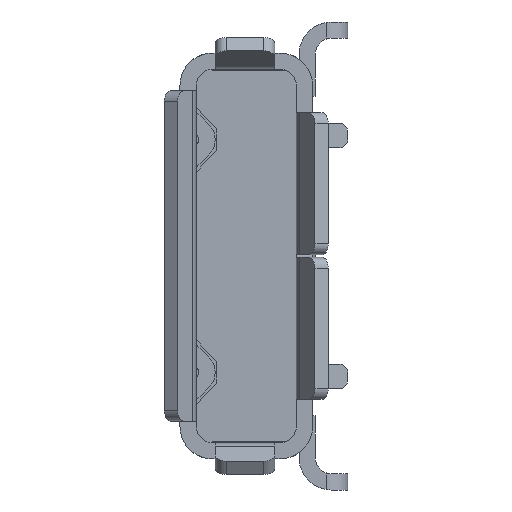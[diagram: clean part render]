
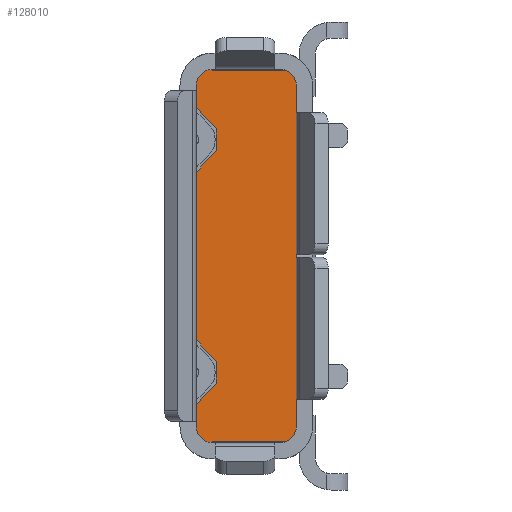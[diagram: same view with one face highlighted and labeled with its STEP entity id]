
A CAD part, left-side view. The second image highlights one B-rep face of the part: STEP entity #128010.
In plain terms, the highlighted planar face has unit normal (-1, 0, 0).
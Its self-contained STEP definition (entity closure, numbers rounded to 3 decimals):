
#47940=CARTESIAN_POINT('',(2.7,0.26,2.75));
#47950=DIRECTION('',(0.,-0.679,-0.734));
#47960=VECTOR('',#47950,1.);
#47970=LINE('',#47940,#47960);
#47980=CARTESIAN_POINT('',(2.7,0.26,2.75));
#47990=VERTEX_POINT('',#47980);
#48000=CARTESIAN_POINT('',(2.7,-0.11,2.35));
#48010=VERTEX_POINT('',#48000);
#48020=EDGE_CURVE('',#47990,#48010,#47970,.T.);
#48250=CARTESIAN_POINT('',(2.7,-0.11,2.35));
#48260=DIRECTION('',(0.,0.,-1.));
#48270=VECTOR('',#48260,1.);
#48280=LINE('',#48250,#48270);
#48290=CARTESIAN_POINT('',(2.7,-0.11,1.95));
#48300=VERTEX_POINT('',#48290);
#48310=EDGE_CURVE('',#48010,#48300,#48280,.T.);
#48490=CARTESIAN_POINT('',(2.7,-0.11,1.95));
#48500=DIRECTION('',(0.,0.679,-0.734));
#48510=VECTOR('',#48500,1.);
#48520=LINE('',#48490,#48510);
#48530=CARTESIAN_POINT('',(2.7,0.26,1.55));
#48540=VERTEX_POINT('',#48530);
#48550=EDGE_CURVE('',#48300,#48540,#48520,.T.);
#51990=CARTESIAN_POINT('',(2.7,-0.11,-1.95));
#52000=VERTEX_POINT('',#51990);
#52080=CARTESIAN_POINT('',(2.7,0.26,-1.55));
#52090=VERTEX_POINT('',#52080);
#52120=CARTESIAN_POINT('',(2.7,0.26,-1.55));
#52130=DIRECTION('',(0.,-0.679,-0.734));
#52140=VECTOR('',#52130,1.);
#52150=LINE('',#52120,#52140);
#52160=EDGE_CURVE('',#52090,#52000,#52150,.T.);
#52300=CARTESIAN_POINT('',(2.7,-0.11,-2.35));
#52310=VERTEX_POINT('',#52300);
#52360=CARTESIAN_POINT('',(2.7,-0.11,-1.95));
#52370=DIRECTION('',(0.,0.,-1.));
#52380=VECTOR('',#52370,1.);
#52390=LINE('',#52360,#52380);
#52400=EDGE_CURVE('',#52000,#52310,#52390,.T.);
#52540=CARTESIAN_POINT('',(2.7,0.26,-2.75));
#52550=VERTEX_POINT('',#52540);
#52600=CARTESIAN_POINT('',(2.7,-0.11,-2.35));
#52610=DIRECTION('',(0.,0.679,-0.734));
#52620=VECTOR('',#52610,1.);
#52630=LINE('',#52600,#52620);
#52640=EDGE_CURVE('',#52310,#52550,#52630,.T.);
#58520=CARTESIAN_POINT('',(2.7,-0.04,
-3.451));
#58530=VERTEX_POINT('',#58520);
#58690=CARTESIAN_POINT('',(2.7,0.26,-3.151));
#58700=VERTEX_POINT('',#58690);
#58730=CARTESIAN_POINT('',(2.7,-0.04,
-3.151));
#58740=DIRECTION('',(1.,0.,0.));
#58750=DIRECTION('',(0.,0.,-1.));
#58760=AXIS2_PLACEMENT_3D('',#58730,#58740,#58750);
#58770=CIRCLE('',#58760,0.3);
#58780=EDGE_CURVE('',#58530,#58700,#58770,.T.);
#81320=CARTESIAN_POINT('',(2.7,-1.412,
-3.425));
#81330=VERTEX_POINT('',#81320);
#109800=CARTESIAN_POINT('',(2.7,-1.59,3.151));
#109810=VERTEX_POINT('',#109800);
#109840=CARTESIAN_POINT('',(2.7,-1.29,
3.151));
#109850=DIRECTION('',(-1.,0.,
0.));
#109860=DIRECTION('',(0.,0.,1.));
#109870=AXIS2_PLACEMENT_3D('',#109840,#109850,#109860);
#109880=CIRCLE('',#109870,0.3);
#109890=CARTESIAN_POINT('',(2.7,-1.412,
3.425));
#109900=VERTEX_POINT('',#109890);
#109910=EDGE_CURVE('',#109810,#109900,#109880,.T.);
#110470=CARTESIAN_POINT('',(2.7,-0.04,3.425));
#110480=DIRECTION('',(0.,-1.,0.));
#110490=VECTOR('',#110480,1.);
#110500=LINE('',#110470,#110490);
#110510=CARTESIAN_POINT('',(2.7,-0.04,3.425));
#110520=VERTEX_POINT('',#110510);
#110530=EDGE_CURVE('',#110520,#109900,#110500,.T.);
#110780=CARTESIAN_POINT('',(2.7,-0.04,3.425));
#110790=DIRECTION('',(0.,0.,1.));
#110800=VECTOR('',#110790,1.);
#110810=LINE('',#110780,#110800);
#110820=CARTESIAN_POINT('',(2.7,-0.04,
3.451));
#110830=VERTEX_POINT('',#110820);
#110840=EDGE_CURVE('',#110520,#110830,#110810,.T.);
#111570=CARTESIAN_POINT('',(2.7,-0.04,
3.151));
#111580=DIRECTION('',(-1.,0.,0.));
#111590=DIRECTION('',(0.,0.,1.));
#111600=AXIS2_PLACEMENT_3D('',#111570,#111580,#111590);
#111610=CIRCLE('',#111600,0.3);
#111620=CARTESIAN_POINT('',(2.7,0.26,3.151));
#111630=VERTEX_POINT('',#111620);
#111640=EDGE_CURVE('',#110830,#111630,#111610,.T.);
#111910=CARTESIAN_POINT('',(2.7,0.26,-1.55));
#111920=DIRECTION('',(0.,0.,1.));
#111930=VECTOR('',#111920,1.);
#111940=LINE('',#111910,#111930);
#111950=EDGE_CURVE('',#52090,#48540,#111940,.T.);
#112110=CARTESIAN_POINT('',(2.7,0.26,-3.151));
#112120=DIRECTION('',(0.,0.,1.));
#112130=VECTOR('',#112120,1.);
#112140=LINE('',#112110,#112130);
#112150=EDGE_CURVE('',#58700,#52550,#112140,.T.);
#112220=CARTESIAN_POINT('',(2.7,0.26,2.75));
#112230=DIRECTION('',(0.,0.,1.));
#112240=VECTOR('',#112230,1.);
#112250=LINE('',#112220,#112240);
#112260=EDGE_CURVE('',#47990,#111630,#112250,.T.);
#124110=CARTESIAN_POINT('',(2.7,-0.04,-3.425));
#124120=VERTEX_POINT('',#124110);
#124150=CARTESIAN_POINT('',(2.7,-0.04,-3.425));
#124160=DIRECTION('',(0.,-1.,0.));
#124170=VECTOR('',#124160,1.);
#124180=LINE('',#124150,#124170);
#124190=EDGE_CURVE('',#124120,#81330,#124180,.T.);
#124460=CARTESIAN_POINT('',(2.7,-0.04,-3.451));
#124470=DIRECTION('',(0.,0.,1.));
#124480=VECTOR('',#124470,1.);
#124490=LINE('',#124460,#124480);
#124500=EDGE_CURVE('',#58530,#124120,#124490,.T.);
#125480=CARTESIAN_POINT('',(2.7,-1.29,
-3.151));
#125490=DIRECTION('',(1.,0.,
0.));
#125500=DIRECTION('',(0.,0.,-1.));
#125510=AXIS2_PLACEMENT_3D('',#125480,#125490,#125500);
#125520=CIRCLE('',#125510,0.3);
#125530=CARTESIAN_POINT('',(2.7,-1.59,-3.151));
#125540=VERTEX_POINT('',#125530);
#125550=EDGE_CURVE('',#125540,#81330,#125520,.T.);
#125780=CARTESIAN_POINT('',(2.7,-1.59,-0.025));
#125790=VERTEX_POINT('',#125780);
#126130=CARTESIAN_POINT('',(2.7,-1.59,-0.025));
#126140=DIRECTION('',(0.,0.,-1.));
#126150=VECTOR('',#126140,1.);
#126160=LINE('',#126130,#126150);
#126170=EDGE_CURVE('',#125790,#125540,#126160,.T.);
#126360=CARTESIAN_POINT('',(2.7,-1.61,-0.025));
#126370=DIRECTION('',(0.,1.,0.));
#126380=VECTOR('',#126370,1.);
#126390=LINE('',#126360,#126380);
#126400=CARTESIAN_POINT('',(2.7,-1.61,-0.025));
#126410=VERTEX_POINT('',#126400);
#126420=EDGE_CURVE('',#126410,#125790,#126390,.T.);
#126760=CARTESIAN_POINT('',(2.7,-1.61,0.025));
#126770=DIRECTION('',(0.,0.,-1.));
#126780=VECTOR('',#126770,1.);
#126790=LINE('',#126760,#126780);
#126800=CARTESIAN_POINT('',(2.7,-1.61,0.025));
#126810=VERTEX_POINT('',#126800);
#126820=EDGE_CURVE('',#126810,#126410,#126790,.T.);
#126990=CARTESIAN_POINT('',(2.7,-1.61,0.025));
#127000=DIRECTION('',(0.,1.,0.));
#127010=VECTOR('',#127000,1.);
#127020=LINE('',#126990,#127010);
#127030=CARTESIAN_POINT('',(2.7,-1.59,0.025));
#127040=VERTEX_POINT('',#127030);
#127050=EDGE_CURVE('',#126810,#127040,#127020,.T.);
#127310=CARTESIAN_POINT('',(2.7,-1.59,0.025));
#127320=DIRECTION('',(0.,0.,1.));
#127330=VECTOR('',#127320,1.);
#127340=LINE('',#127310,#127330);
#127350=EDGE_CURVE('',#127040,#109810,#127340,.T.);
#127720=CARTESIAN_POINT('',(2.7,-0.737,0.));
#127730=DIRECTION('',(-1.,0.,0.));
#127740=DIRECTION('',(0.,1.,0.));
#127750=AXIS2_PLACEMENT_3D('',#127720,#127730,#127740);
#127760=PLANE('',#127750);
#127770=ORIENTED_EDGE('',*,*,#127050,.T.);
#127780=ORIENTED_EDGE('',*,*,#126820,.F.);
#127790=ORIENTED_EDGE('',*,*,#126420,.F.);
#127800=ORIENTED_EDGE('',*,*,#126170,.F.);
#127810=ORIENTED_EDGE('',*,*,#125550,.F.);
#127820=ORIENTED_EDGE('',*,*,#124190,.T.);
#127830=ORIENTED_EDGE('',*,*,#124500,.T.);
#127840=ORIENTED_EDGE('',*,*,#58780,.F.);
#127850=ORIENTED_EDGE('',*,*,#112150,.F.);
#127860=ORIENTED_EDGE('',*,*,#52640,.T.);
#127870=ORIENTED_EDGE('',*,*,#52400,.T.);
#127880=ORIENTED_EDGE('',*,*,#52160,.T.);
#127890=ORIENTED_EDGE('',*,*,#111950,.F.);
#127900=ORIENTED_EDGE('',*,*,#48550,.T.);
#127910=ORIENTED_EDGE('',*,*,#48310,.T.);
#127920=ORIENTED_EDGE('',*,*,#48020,.T.);
#127930=ORIENTED_EDGE('',*,*,#112260,.F.);
#127940=ORIENTED_EDGE('',*,*,#111640,.T.);
#127950=ORIENTED_EDGE('',*,*,#110840,.T.);
#127960=ORIENTED_EDGE('',*,*,#110530,.F.);
#127970=ORIENTED_EDGE('',*,*,#109910,.T.);
#127980=ORIENTED_EDGE('',*,*,#127350,.T.);
#127990=EDGE_LOOP('',(#127980,#127970,#127960,#127950,#127940,#127930,
#127920,#127910,#127900,#127890,#127880,#127870,#127860,#127850,#127840,
#127830,#127820,#127810,#127800,#127790,#127780,#127770));
#128000=FACE_OUTER_BOUND('',#127990,.T.);
#128010=ADVANCED_FACE('',(#128000),#127760,.T.);
